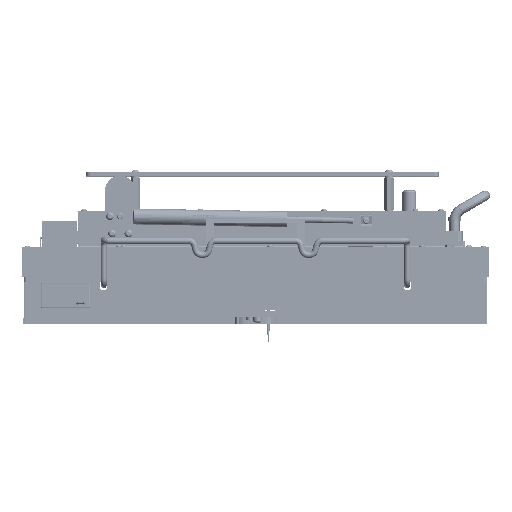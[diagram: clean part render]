
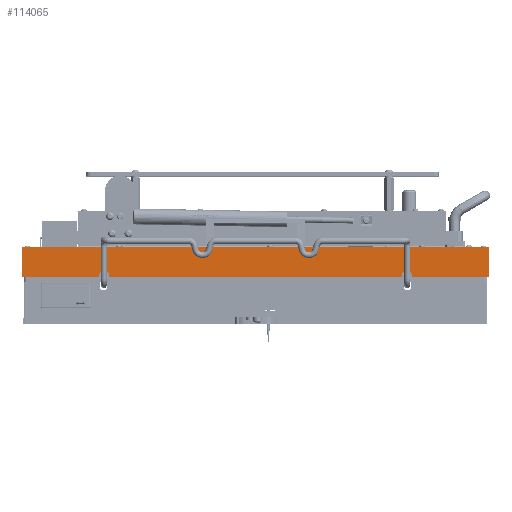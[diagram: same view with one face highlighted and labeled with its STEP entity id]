
A CAD part, top view. The second image highlights one B-rep face of the part: STEP entity #114065.
In plain terms, the highlighted planar face has unit normal (0, 0, 1).
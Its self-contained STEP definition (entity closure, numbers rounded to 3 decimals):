
#2960 = ORIENTED_EDGE ( 'NONE', *, *, #54041, .T. ) ;
#6046 = ORIENTED_EDGE ( 'NONE', *, *, #268209, .T. ) ;
#7098 = CIRCLE ( 'NONE', #78695, 5. ) ;
#7140 = DIRECTION ( 'NONE',  ( 1., 0., 0. ) ) ;
#9968 = CARTESIAN_POINT ( 'NONE',  ( 141.524, 31.064, 219.779 ) ) ;
#11283 = CARTESIAN_POINT ( 'NONE',  ( 141.524, 31.064, 219.779 ) ) ;
#12158 = DIRECTION ( 'NONE',  ( 0., 0., -1. ) ) ;
#14664 = DIRECTION ( 'NONE',  ( -1., 0., 0. ) ) ;
#15066 = VECTOR ( 'NONE', #183222, 1000. ) ;
#17161 = VERTEX_POINT ( 'NONE', #330256 ) ;
#19379 = CARTESIAN_POINT ( 'NONE',  ( 131.524, 32.064, 219.779 ) ) ;
#21572 = EDGE_CURVE ( 'Defeature ausgef�hrt1_5+Defeature ausgef�hrt1_25+Defeature ausgef�hrt1_23+Defeature ausgef�hrt1_3', #240966, #70313, #166245, .T. ) ;
#22852 = AXIS2_PLACEMENT_3D ( 'NONE', #289705, #59886, #287222 ) ;
#25129 = LINE ( 'NONE', #174066, #246584 ) ;
#25472 = EDGE_LOOP ( 'NONE', ( #346380, #2960, #197562, #196859, #213333, #183183, #145394, #6046, #235405, #190914, #29299, #59960 ) ) ;
#29299 = ORIENTED_EDGE ( 'NONE', *, *, #321501, .F. ) ;
#31406 = DIRECTION ( 'NONE',  ( 1., 0., 0. ) ) ;
#37215 = EDGE_CURVE ( 'Defeature ausgef�hrt1_5+Defeature ausgef�hrt1_19+Defeature ausgef�hrt1_3+Defeature ausgef�hrt1_18', #144072, #168158, #85718, .T. ) ;
#52419 = EDGE_CURVE ( 'Defeature ausgef�hrt1_5+Defeature ausgef�hrt1_4+Defeature ausgef�hrt1_17+Defeature ausgef�hrt1_6', #188649, #17161, #25129, .T. ) ;
#54041 = EDGE_CURVE ( 'Defeature ausgef�hrt1_5+Defeature ausgef�hrt1_24+Defeature ausgef�hrt1_2+Defeature ausgef�hrt1_23', #251814, #170297, #303699, .T. ) ;
#59886 = DIRECTION ( 'NONE',  ( 0., 0., -1. ) ) ;
#59960 = ORIENTED_EDGE ( 'NONE', *, *, #338517, .T. ) ;
#65039 = VERTEX_POINT ( 'NONE', #299256 ) ;
#70313 = VERTEX_POINT ( 'NONE', #176543 ) ;
#73260 = LINE ( 'NONE', #11283, #362401 ) ;
#78695 = AXIS2_PLACEMENT_3D ( 'NONE', #185084, #12158, #14664 ) ;
#81020 = VECTOR ( 'NONE', #217625, 1000. ) ;
#85718 = LINE ( 'NONE', #342183, #94828 ) ;
#91774 = LINE ( 'NONE', #289192, #15066 ) ;
#94687 = EDGE_CURVE ( 'Defeature ausgef�hrt1_5+Defeature ausgef�hrt1_18+Defeature ausgef�hrt1_19+Defeature ausgef�hrt1_17', #168158, #342066, #135979, .T. ) ;
#94828 = VECTOR ( 'NONE', #111215, 1000. ) ;
#105022 = CARTESIAN_POINT ( 'NONE',  ( -242.576, 60.064, 219.779 ) ) ;
#111215 = DIRECTION ( 'NONE',  ( 0., 1., 0. ) ) ;
#114065 = ADVANCED_FACE ( 'Defeature ausgef�hrt1_5', ( #356908 ), #326945, .F. ) ;
#120072 = CARTESIAN_POINT ( 'NONE',  ( -242.576, 60.064, 219.779 ) ) ;
#121890 = CARTESIAN_POINT ( 'NONE',  ( -156.476, 32.064, 219.779 ) ) ;
#131225 = CARTESIAN_POINT ( 'NONE',  ( -242.576, 60.064, 219.779 ) ) ;
#132122 = VECTOR ( 'NONE', #178554, 1000. ) ;
#134366 = VERTEX_POINT ( 'NONE', #275114 ) ;
#135979 = CIRCLE ( 'NONE', #22852, 5. ) ;
#144072 = VERTEX_POINT ( 'NONE', #334271 ) ;
#144488 = EDGE_CURVE ( 'Defeature ausgef�hrt1_5+Defeature ausgef�hrt1_2+Defeature ausgef�hrt1_8+Defeature ausgef�hrt1_24', #65039, #251814, #224511, .T. ) ;
#145394 = ORIENTED_EDGE ( 'NONE', *, *, #94687, .T. ) ;
#147581 = VECTOR ( 'NONE', #7140, 1000. ) ;
#150994 = DIRECTION ( 'NONE',  ( 0., -1., 0. ) ) ;
#161487 = CARTESIAN_POINT ( 'NONE',  ( -156.476, 32.064, 219.779 ) ) ;
#162951 = LINE ( 'NONE', #293634, #370875 ) ;
#166245 = LINE ( 'NONE', #161487, #324176 ) ;
#167913 = LINE ( 'NONE', #105022, #348746 ) ;
#168158 = VERTEX_POINT ( 'NONE', #19379 ) ;
#170297 = VERTEX_POINT ( 'NONE', #261966 ) ;
#171051 = EDGE_CURVE ( 'Defeature ausgef�hrt1_6+Defeature ausgef�hrt1_5+Defeature ausgef�hrt1_0+Defeature ausgef�hrt1_4', #134366, #17161, #91774, .T. ) ;
#174066 = CARTESIAN_POINT ( 'NONE',  ( -242.576, 31.064, 219.779 ) ) ;
#174164 = CARTESIAN_POINT ( 'NONE',  ( -166.476, 31.064, 219.779 ) ) ;
#176543 = CARTESIAN_POINT ( 'NONE',  ( -156.476, 31.064, 219.779 ) ) ;
#176860 = DIRECTION ( 'NONE',  ( 0., 0., -1. ) ) ;
#177290 = CARTESIAN_POINT ( 'NONE',  ( -166.476, 26.605, 219.779 ) ) ;
#178554 = DIRECTION ( 'NONE',  ( 0., 1., 0. ) ) ;
#180178 = EDGE_CURVE ( 'Defeature ausgef�hrt1_5+Defeature ausgef�hrt1_3+Defeature ausgef�hrt1_25+Defeature ausgef�hrt1_19', #70313, #144072, #284343, .T. ) ;
#183183 = ORIENTED_EDGE ( 'NONE', *, *, #37215, .T. ) ;
#183222 = DIRECTION ( 'NONE',  ( 0., -1., 0. ) ) ;
#185084 = CARTESIAN_POINT ( 'NONE',  ( -161.476, 32.064, 219.779 ) ) ;
#188649 = VERTEX_POINT ( 'NONE', #9968 ) ;
#190914 = ORIENTED_EDGE ( 'NONE', *, *, #171051, .F. ) ;
#196859 = ORIENTED_EDGE ( 'NONE', *, *, #21572, .T. ) ;
#197562 = ORIENTED_EDGE ( 'NONE', *, *, #266760, .T. ) ;
#209717 = VERTEX_POINT ( 'NONE', #131225 ) ;
#213333 = ORIENTED_EDGE ( 'NONE', *, *, #180178, .T. ) ;
#214691 = AXIS2_PLACEMENT_3D ( 'NONE', #120072, #176860, #268996 ) ;
#217625 = DIRECTION ( 'NONE',  ( 1., 0., 0. ) ) ;
#224511 = LINE ( 'NONE', #263451, #147581 ) ;
#227383 = CARTESIAN_POINT ( 'NONE',  ( 141.524, 32.064, 219.779 ) ) ;
#235405 = ORIENTED_EDGE ( 'NONE', *, *, #52419, .T. ) ;
#240966 = VERTEX_POINT ( 'NONE', #121890 ) ;
#246055 = DIRECTION ( 'NONE',  ( 0., -1., 0. ) ) ;
#246584 = VECTOR ( 'NONE', #31406, 1000. ) ;
#250258 = DIRECTION ( 'NONE',  ( 1., 0., 0. ) ) ;
#251814 = VERTEX_POINT ( 'NONE', #174164 ) ;
#261966 = CARTESIAN_POINT ( 'NONE',  ( -166.476, 32.064, 219.779 ) ) ;
#263451 = CARTESIAN_POINT ( 'NONE',  ( -242.576, 31.064, 219.779 ) ) ;
#266760 = EDGE_CURVE ( 'Defeature ausgef�hrt1_5+Defeature ausgef�hrt1_23+Defeature ausgef�hrt1_24+Defeature ausgef�hrt1_25', #170297, #240966, #7098, .T. ) ;
#268209 = EDGE_CURVE ( 'Defeature ausgef�hrt1_5+Defeature ausgef�hrt1_17+Defeature ausgef�hrt1_18+Defeature ausgef�hrt1_4', #342066, #188649, #73260, .T. ) ;
#268996 = DIRECTION ( 'NONE',  ( -1., 0., 0. ) ) ;
#275114 = CARTESIAN_POINT ( 'NONE',  ( 217.624, 60.064, 219.779 ) ) ;
#278959 = DIRECTION ( 'NONE',  ( 0., -1., 0. ) ) ;
#284343 = LINE ( 'NONE', #302012, #81020 ) ;
#287222 = DIRECTION ( 'NONE',  ( 1., 0., 0. ) ) ;
#289192 = CARTESIAN_POINT ( 'NONE',  ( 217.624, 60.064, 219.779 ) ) ;
#289705 = CARTESIAN_POINT ( 'NONE',  ( 136.524, 32.064, 219.779 ) ) ;
#293634 = CARTESIAN_POINT ( 'NONE',  ( -242.576, 60.064, 219.779 ) ) ;
#299256 = CARTESIAN_POINT ( 'NONE',  ( -242.576, 31.064, 219.779 ) ) ;
#302012 = CARTESIAN_POINT ( 'NONE',  ( -242.576, 31.064, 219.779 ) ) ;
#303699 = LINE ( 'NONE', #177290, #132122 ) ;
#321501 = EDGE_CURVE ( 'Defeature ausgef�hrt1_0+Defeature ausgef�hrt1_5+Defeature ausgef�hrt1_8+Defeature ausgef�hrt1_6', #209717, #134366, #167913, .T. ) ;
#324176 = VECTOR ( 'NONE', #278959, 1000. ) ;
#326945 = PLANE ( 'NONE',  #214691 ) ;
#330256 = CARTESIAN_POINT ( 'NONE',  ( 217.624, 31.064, 219.779 ) ) ;
#334271 = CARTESIAN_POINT ( 'NONE',  ( 131.524, 31.064, 219.779 ) ) ;
#338517 = EDGE_CURVE ( 'Defeature ausgef�hrt1_5+Defeature ausgef�hrt1_8+Defeature ausgef�hrt1_0+Defeature ausgef�hrt1_2', #209717, #65039, #162951, .T. ) ;
#342066 = VERTEX_POINT ( 'NONE', #227383 ) ;
#342183 = CARTESIAN_POINT ( 'NONE',  ( 131.524, 25.475, 219.779 ) ) ;
#346380 = ORIENTED_EDGE ( 'NONE', *, *, #144488, .T. ) ;
#348746 = VECTOR ( 'NONE', #250258, 1000. ) ;
#356908 = FACE_OUTER_BOUND ( 'NONE', #25472, .T. ) ;
#362401 = VECTOR ( 'NONE', #246055, 1000. ) ;
#370875 = VECTOR ( 'NONE', #150994, 1000. ) ;
